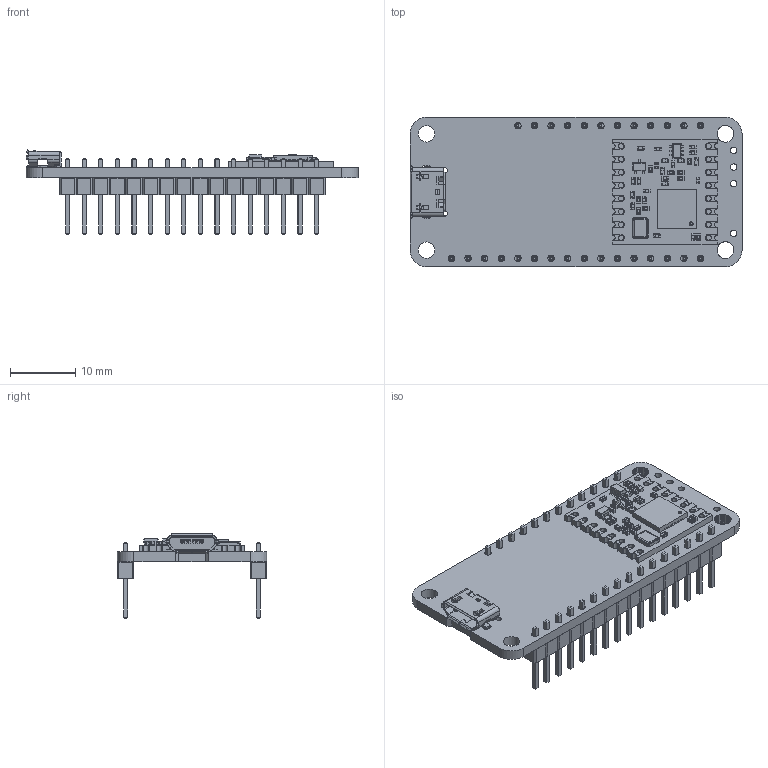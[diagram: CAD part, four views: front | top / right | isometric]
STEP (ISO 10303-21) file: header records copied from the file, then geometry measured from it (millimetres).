
FILE_DESCRIPTION(('Open CASCADE Model'),'2;1');
FILE_NAME('Open CASCADE Shape Model','2022-06-20T13:23:58',('Author'),( 'Open CASCADE'),'Open CASCADE STEP processor 6.8','Open CASCADE 6.8' ,'Unknown');
FILE_SCHEMA(('AUTOMOTIVE_DESIGN { 1 0 10303 214 1 1 1 1 }'));
Length unit declared in the file: millimetre
Products named in the file (18): PCB; Board; Open CASCADE STEP translator 6.8 4.1.1; Free-Models; USB_Micro-B_Molex_47346-0001; PinHeader_1x16_P2.54mm_Vertical; PinHeader_1x12_P2.54mm_Vertical; RFM95_LoRa_v15; QFN_28_v2; SMD_Crystal_v1; CAP_0403_v1; CAP_Ceramic_0403_v1; Res_0403_v1; CAP_ML_0403_v1; SOT-323_v1; Inductor_SMD_0403_v1; SOT-363_v1; Open CASCADE STEP translator 6.8 4.2.4.35
Assembly tree (42 placements, depth 4):
  PCB
    Board
      Open CASCADE STEP translator 6.8 4.1.1
    Free-Models
      USB_Micro-B_Molex_47346-0001
      PinHeader_1x16_P2.54mm_Vertical
      PinHeader_1x12_P2.54mm_Vertical
      RFM95_LoRa_v15
        QFN_28_v2
        SMD_Crystal_v1
        CAP_0403_v1  x8
        CAP_Ceramic_0403_v1  x8
        Res_0403_v1  x4
        CAP_ML_0403_v1  x5
        SOT-323_v1
        Inductor_SMD_0403_v1  x5
        SOT-363_v1
        Open CASCADE STEP translator 6.8 4.2.4.35
Bounding box: 50.8 x 22.86 x 12.88 mm (x, y, z)
Volume: 2646.2 mm3; surface area: 5229.4 mm2
Topology: 96 solids, 96 shells, 3622 faces, 9309 edges, 5744 vertices
Faces by surface type: plane 2551, cylinder 841, sphere 220, bspline 6, torus 4
Full cylindrical faces by diameter (mm): 0.8 x18, 1 x32, 2.5 x2
Entity records: 92007 total; most frequent: CARTESIAN_POINT 14754, ORIENTED_EDGE 13762, DIRECTION 13182, EDGE_CURVE 6881, LINE 5898, VECTOR 5898, VERTEX_POINT 4440, AXIS2_PLACEMENT_3D 3642
